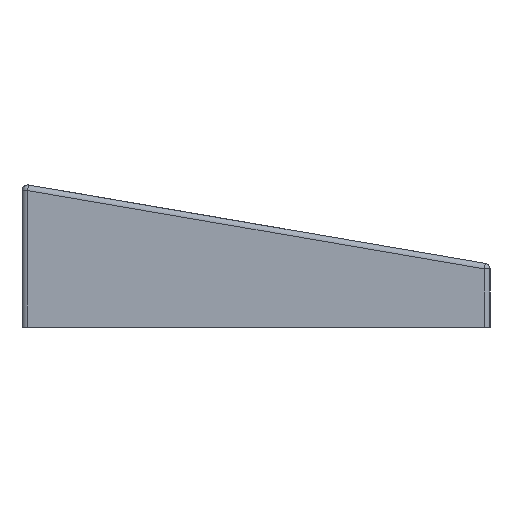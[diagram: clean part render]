
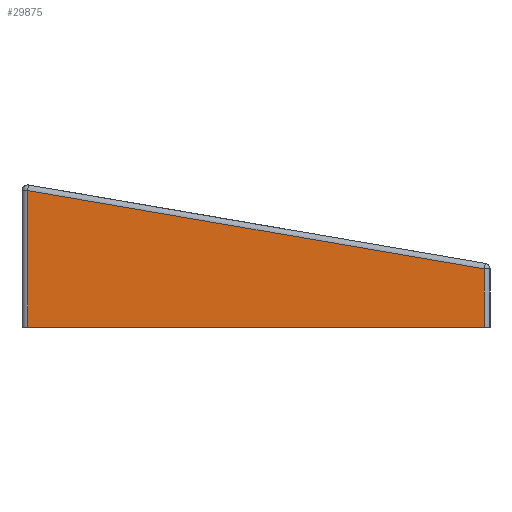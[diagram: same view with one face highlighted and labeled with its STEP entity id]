
A CAD part, left-side view. The second image highlights one B-rep face of the part: STEP entity #29875.
In plain terms, the highlighted planar face has unit normal (-1, 0, 0).
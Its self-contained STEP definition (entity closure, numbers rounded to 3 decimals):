
#1629=PLANE('',#31122);
#3182=FACE_OUTER_BOUND('',#4939,.T.);
#4939=EDGE_LOOP('',(#27549,#27550,#27551,#27552));
#7832=LINE('',#54888,#10811);
#7870=LINE('',#54978,#10849);
#7874=LINE('',#54991,#10853);
#7970=LINE('',#55275,#10949);
#10811=VECTOR('',#36173,1.);
#10849=VECTOR('',#36267,1.);
#10853=VECTOR('',#36279,1.);
#10949=VECTOR('',#36565,1.);
#14696=VERTEX_POINT('',#54885);
#14697=VERTEX_POINT('',#54887);
#14720=VERTEX_POINT('',#54976);
#14721=VERTEX_POINT('',#54977);
#18907=EDGE_CURVE('',#14697,#14696,#7832,.T.);
#18952=EDGE_CURVE('',#14720,#14721,#7870,.F.);
#18959=EDGE_CURVE('',#14721,#14697,#7874,.T.);
#19102=EDGE_CURVE('',#14696,#14720,#7970,.F.);
#27549=ORIENTED_EDGE('',*,*,#18907,.T.);
#27550=ORIENTED_EDGE('',*,*,#19102,.T.);
#27551=ORIENTED_EDGE('',*,*,#18952,.T.);
#27552=ORIENTED_EDGE('',*,*,#18959,.T.);
#29875=ADVANCED_FACE('',(#3182),#1629,.F.);
#31122=AXIS2_PLACEMENT_3D('',#55274,#36563,#36564);
#36173=DIRECTION('',(0.,0.,1.));
#36267=DIRECTION('',(0.,0.,1.));
#36279=DIRECTION('',(0.,-1.,0.));
#36563=DIRECTION('center_axis',(1.,0.,0.));
#36564=DIRECTION('ref_axis',(0.,0.,-1.));
#36565=DIRECTION('',(0.,-0.986,-0.169));
#54885=CARTESIAN_POINT('',(-90.,-36.,11.711));
#54887=CARTESIAN_POINT('',(-90.,-36.,1.4));
#54888=CARTESIAN_POINT('',(-90.,-36.,2.8));
#54976=CARTESIAN_POINT('',(-90.,45.,25.614));
#54977=CARTESIAN_POINT('',(-90.,45.,1.4));
#54978=CARTESIAN_POINT('',(-90.,45.,2.8));
#54991=CARTESIAN_POINT('',(-90.,46.,1.4));
#55274=CARTESIAN_POINT('Origin',(-90.,-37.,2.8));
#55275=CARTESIAN_POINT('',(-90.,45.169,25.643));
